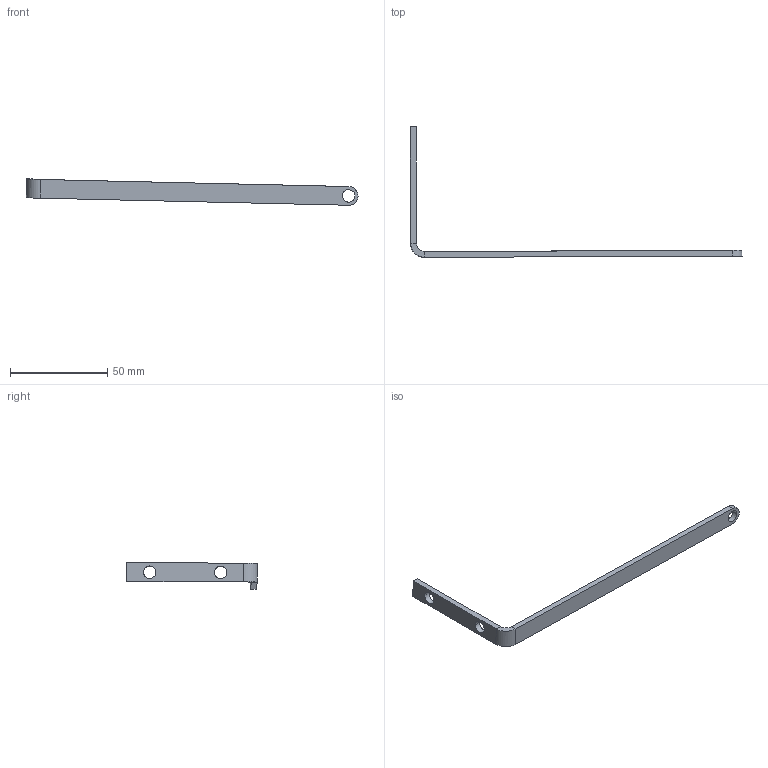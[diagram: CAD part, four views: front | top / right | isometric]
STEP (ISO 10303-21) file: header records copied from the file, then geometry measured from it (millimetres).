
FILE_DESCRIPTION(('CATIA V5 STEP Exchange','CAx-IF Rec.Pracs.--- Model Styling and Organization---1.5--- 2016-08-15','CAx-IF Rec.Pracs.---Supplemental Geometry---1.0---2011-11-01','CAx-IF Rec.Pracs.--- Composite Materials ---3.4---2017-06-13','CAx-IF Rec.Pracs.---Tessellated 3D Geometry---1.0---2015-12-17'),'2;1');
FILE_NAME('chape_casing2.stp','2025-05-23T15:14:45+00:00',('none'),('none'),'CATIA Version 5-6 Release 2023 SP5','CATIA V5 STEP AP242 v3','none');
FILE_SCHEMA(('AP242_MANAGED_MODEL_BASED_3D_ENGINEERING_MIM_LF {1 0 10303 442 1 1 4}'));
Length unit declared in the file: millimetre
Products named in the file (1): Part1
Bounding box: 170.29 x 67.01 x 13.59 mm (x, y, z)
Volume: 6352 mm3; surface area: 5850.7 mm2
Topology: 1 solids, 1 shells, 20 faces, 58 edges, 45 vertices
Faces by surface type: plane 11, cylinder 9
Entity records: 735 total; most frequent: CARTESIAN_POINT 197, ORIENTED_EDGE 96, DIRECTION 80, EDGE_CURVE 48, AXIS2_PLACEMENT_3D 41, VERTEX_POINT 30, EDGE_LOOP 26, VECTOR 25
